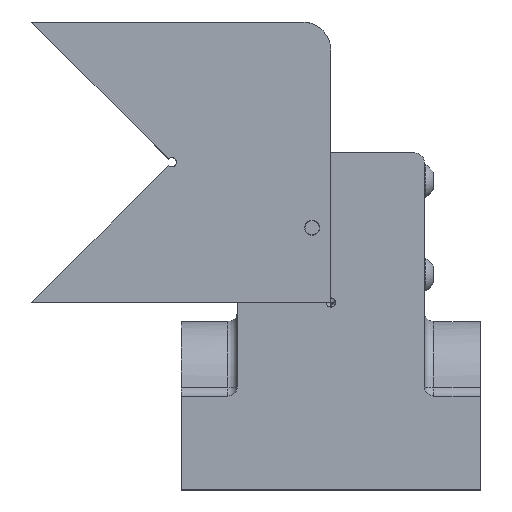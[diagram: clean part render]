
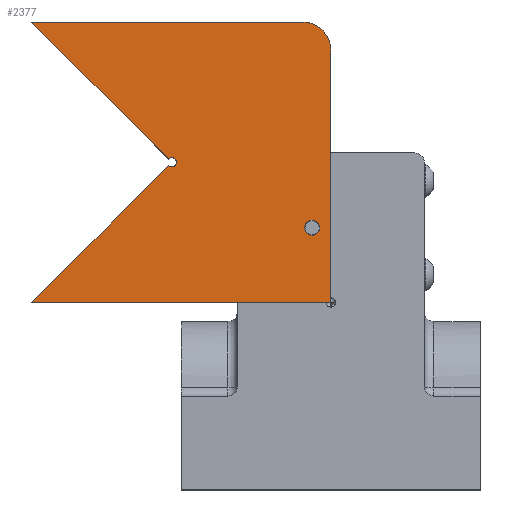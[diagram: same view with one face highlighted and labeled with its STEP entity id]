
A CAD part, top view. The second image highlights one B-rep face of the part: STEP entity #2377.
In plain terms, the highlighted planar face has unit normal (0, 0, 1).
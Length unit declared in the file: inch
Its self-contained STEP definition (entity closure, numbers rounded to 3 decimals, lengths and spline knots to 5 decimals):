
#14 = CARTESIAN_POINT ( 'NONE',  ( 1., 0.9375, 0.5 ) ) ;
#112 = EDGE_CURVE ( 'NONE', #3295, #3055, #1826, .T. ) ;
#134 = CARTESIAN_POINT ( 'NONE',  ( -0.9375, 2.8125, 0.5 ) ) ;
#177 = VERTEX_POINT ( 'NONE', #988 ) ;
#202 = VERTEX_POINT ( 'NONE', #14 ) ;
#307 = EDGE_CURVE ( 'NONE', #2160, #1317, #1671, .T. ) ;
#333 = FACE_BOUND ( 'NONE', #4053, .T. ) ;
#354 = LINE ( 'NONE', #2570, #2562 ) ;
#400 = EDGE_CURVE ( 'NONE', #177, #2160, #2632, .T. ) ;
#468 = CARTESIAN_POINT ( 'NONE',  ( 3.0625, -0.9375, 0.5 ) ) ;
#498 = DIRECTION ( 'NONE',  ( 0., 0., 1. ) ) ;
#510 = LINE ( 'NONE', #2780, #3897 ) ;
#568 = DIRECTION ( 'NONE',  ( 0., 0., 1. ) ) ;
#592 = ORIENTED_EDGE ( 'NONE', *, *, #400, .T. ) ;
#639 = CARTESIAN_POINT ( 'NONE',  ( 2.8125, 0.0625, 0.5 ) ) ;
#669 = FACE_OUTER_BOUND ( 'NONE', #3145, .T. ) ;
#696 = CIRCLE ( 'NONE', #2944, 0.0625 ) ;
#731 = CARTESIAN_POINT ( 'NONE',  ( 0.9375, 0.9375, 0.5 ) ) ;
#807 = DIRECTION ( 'NONE',  ( 0., 1., 0. ) ) ;
#948 = VERTEX_POINT ( 'NONE', #4572 ) ;
#988 = CARTESIAN_POINT ( 'NONE',  ( 3.0625, -0.9375, 0.5 ) ) ;
#1073 = CARTESIAN_POINT ( 'NONE',  ( 0.89331, 0.89331, 0.5 ) ) ;
#1108 = DIRECTION ( 'NONE',  ( 1., 0., 0. ) ) ;
#1125 = CARTESIAN_POINT ( 'NONE',  ( 2.6875, 2.8125, 0.5 ) ) ;
#1215 = ORIENTED_EDGE ( 'NONE', *, *, #3077, .T. ) ;
#1265 = DIRECTION ( 'NONE',  ( 1., 0., 0. ) ) ;
#1296 = ORIENTED_EDGE ( 'NONE', *, *, #307, .T. ) ;
#1317 = VERTEX_POINT ( 'NONE', #1125 ) ;
#1418 = DIRECTION ( 'NONE',  ( 1., 0., 0. ) ) ;
#1559 = VECTOR ( 'NONE', #1418, 39.37008 ) ;
#1671 = CIRCLE ( 'NONE', #1751, 0.375 ) ;
#1751 = AXIS2_PLACEMENT_3D ( 'NONE', #4467, #3255, #4415 ) ;
#1807 = EDGE_CURVE ( 'NONE', #202, #2010, #1843, .T. ) ;
#1826 = CIRCLE ( 'NONE', #2290, 0.1005 ) ;
#1843 = CIRCLE ( 'NONE', #4579, 0.0625 ) ;
#1848 = DIRECTION ( 'NONE',  ( -0.707, 0.707, 0. ) ) ;
#2010 = VERTEX_POINT ( 'NONE', #2971 ) ;
#2095 = ORIENTED_EDGE ( 'NONE', *, *, #1807, .F. ) ;
#2138 = DIRECTION ( 'NONE',  ( 0., 0., 1. ) ) ;
#2142 = PLANE ( 'NONE',  #4774 ) ;
#2160 = VERTEX_POINT ( 'NONE', #4512 ) ;
#2191 = CARTESIAN_POINT ( 'NONE',  ( 0.9375, 0.9375, 0.5 ) ) ;
#2211 = ORIENTED_EDGE ( 'NONE', *, *, #2416, .F. ) ;
#2213 = VECTOR ( 'NONE', #807, 39.37008 ) ;
#2221 = EDGE_CURVE ( 'NONE', #4839, #1317, #510, .T. ) ;
#2290 = AXIS2_PLACEMENT_3D ( 'NONE', #639, #2138, #3129 ) ;
#2327 = DIRECTION ( 'NONE',  ( -0.707, -0.707, 0. ) ) ;
#2344 = ORIENTED_EDGE ( 'NONE', *, *, #2818, .T. ) ;
#2377 = ADVANCED_FACE ( 'NONE', ( #333, #669 ), #2142, .F. ) ;
#2416 = EDGE_CURVE ( 'NONE', #2010, #4839, #354, .T. ) ;
#2437 = EDGE_CURVE ( 'NONE', #3959, #202, #696, .T. ) ;
#2439 = DIRECTION ( 'NONE',  ( 1., 0., 0. ) ) ;
#2491 = AXIS2_PLACEMENT_3D ( 'NONE', #2766, #568, #2439 ) ;
#2562 = VECTOR ( 'NONE', #1848, 39.37008 ) ;
#2570 = CARTESIAN_POINT ( 'NONE',  ( 0.9375, 0.9375, 0.5 ) ) ;
#2632 = LINE ( 'NONE', #468, #2213 ) ;
#2766 = CARTESIAN_POINT ( 'NONE',  ( 2.8125, 0.0625, 0.5 ) ) ;
#2780 = CARTESIAN_POINT ( 'NONE',  ( -0.9375, 2.8125, 0.5 ) ) ;
#2818 = EDGE_CURVE ( 'NONE', #3959, #948, #4146, .T. ) ;
#2842 = ORIENTED_EDGE ( 'NONE', *, *, #112, .F. ) ;
#2858 = CARTESIAN_POINT ( 'NONE',  ( 0., 0., 0.5 ) ) ;
#2897 = LINE ( 'NONE', #3271, #1559 ) ;
#2944 = AXIS2_PLACEMENT_3D ( 'NONE', #2191, #3672, #1108 ) ;
#2971 = CARTESIAN_POINT ( 'NONE',  ( 0.89331, 0.98169, 0.5 ) ) ;
#3055 = VERTEX_POINT ( 'NONE', #3566 ) ;
#3077 = EDGE_CURVE ( 'NONE', #948, #177, #2897, .T. ) ;
#3129 = DIRECTION ( 'NONE',  ( 1., 0., 0. ) ) ;
#3134 = CARTESIAN_POINT ( 'NONE',  ( 2.913, 0.0625, 0.5 ) ) ;
#3145 = EDGE_LOOP ( 'NONE', ( #2211, #2095, #4100, #2344, #1215, #592, #1296, #4766 ) ) ;
#3255 = DIRECTION ( 'NONE',  ( 0., 0., 1. ) ) ;
#3271 = CARTESIAN_POINT ( 'NONE',  ( -0.9375, -0.9375, 0.5 ) ) ;
#3295 = VERTEX_POINT ( 'NONE', #3134 ) ;
#3317 = EDGE_CURVE ( 'NONE', #3055, #3295, #3499, .T. ) ;
#3499 = CIRCLE ( 'NONE', #2491, 0.1005 ) ;
#3566 = CARTESIAN_POINT ( 'NONE',  ( 2.712, 0.0625, 0.5 ) ) ;
#3646 = DIRECTION ( 'NONE',  ( -1., 0., 0. ) ) ;
#3672 = DIRECTION ( 'NONE',  ( 0., 0., 1. ) ) ;
#3897 = VECTOR ( 'NONE', #3940, 39.37008 ) ;
#3923 = CARTESIAN_POINT ( 'NONE',  ( 0.9375, 0.9375, 0.5 ) ) ;
#3940 = DIRECTION ( 'NONE',  ( 1., 0., 0. ) ) ;
#3959 = VERTEX_POINT ( 'NONE', #1073 ) ;
#4049 = ORIENTED_EDGE ( 'NONE', *, *, #3317, .F. ) ;
#4053 = EDGE_LOOP ( 'NONE', ( #2842, #4049 ) ) ;
#4100 = ORIENTED_EDGE ( 'NONE', *, *, #2437, .F. ) ;
#4146 = LINE ( 'NONE', #731, #4536 ) ;
#4415 = DIRECTION ( 'NONE',  ( -1., 0., 0. ) ) ;
#4467 = CARTESIAN_POINT ( 'NONE',  ( 2.6875, 2.4375, 0.5 ) ) ;
#4512 = CARTESIAN_POINT ( 'NONE',  ( 3.0625, 2.4375, 0.5 ) ) ;
#4536 = VECTOR ( 'NONE', #2327, 39.37008 ) ;
#4572 = CARTESIAN_POINT ( 'NONE',  ( -0.9375, -0.9375, 0.5 ) ) ;
#4579 = AXIS2_PLACEMENT_3D ( 'NONE', #3923, #498, #1265 ) ;
#4766 = ORIENTED_EDGE ( 'NONE', *, *, #2221, .F. ) ;
#4774 = AXIS2_PLACEMENT_3D ( 'NONE', #2858, #4796, #3646 ) ;
#4796 = DIRECTION ( 'NONE',  ( 0., 0., -1. ) ) ;
#4839 = VERTEX_POINT ( 'NONE', #134 ) ;
